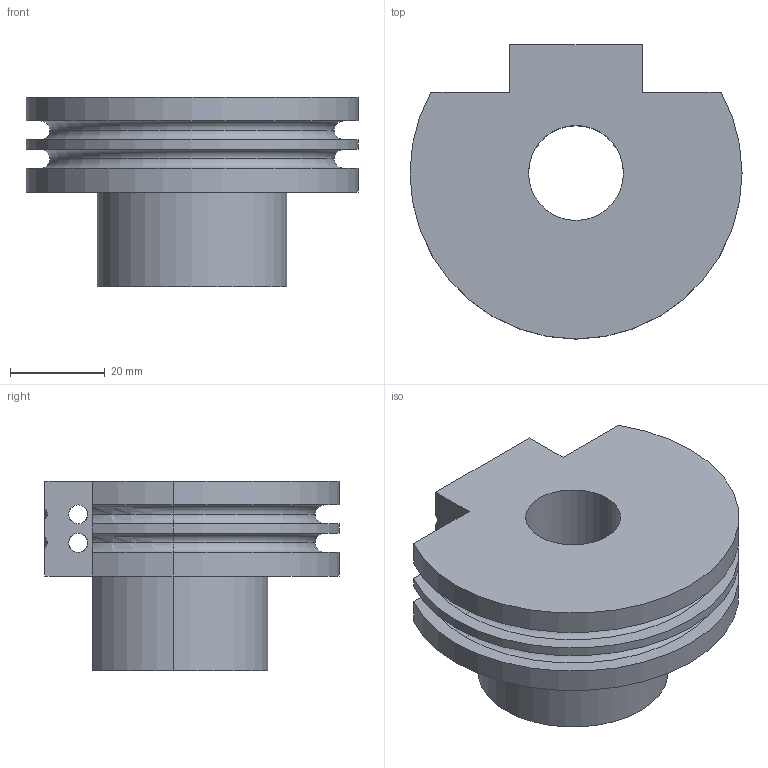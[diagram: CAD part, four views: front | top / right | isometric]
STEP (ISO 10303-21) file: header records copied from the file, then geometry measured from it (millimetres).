
FILE_DESCRIPTION (( 'STEP AP203' ), '1' );
FILE_NAME ('poulie2024_60.STEP', '2024-08-28T08:52:34', ( '' ), ( '' ), 'SwSTEP 2.0', 'SolidWorks 2023', '' );
FILE_SCHEMA (( 'CONFIG_CONTROL_DESIGN' ));
Length unit declared in the file: millimetre
Products named in the file (1): poulie2024_60
Bounding box: 70 x 62 x 40 mm (x, y, z)
Volume: 72416.8 mm3; surface area: 18645.2 mm2
Topology: 1 solids, 1 shells, 85 faces, 226 edges, 140 vertices
Faces by surface type: cylinder 36, torus 20, cone 16, plane 13
Entity records: 3361 total; most frequent: CARTESIAN_POINT 1184, DIRECTION 440, ORIENTED_EDGE 436, EDGE_CURVE 218, AXIS2_PLACEMENT_3D 178, VERTEX_POINT 140, EDGE_LOOP 106, CIRCLE 92
